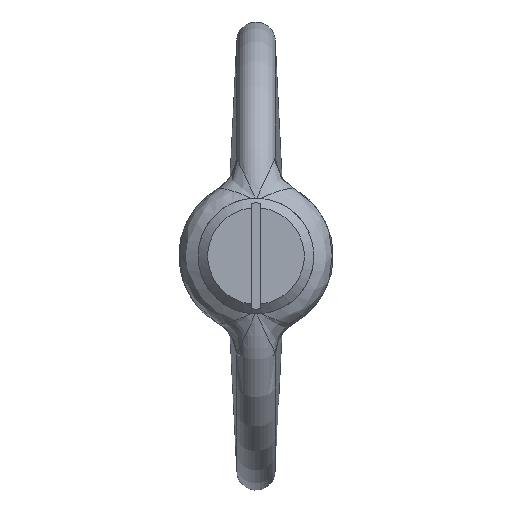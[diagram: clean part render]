
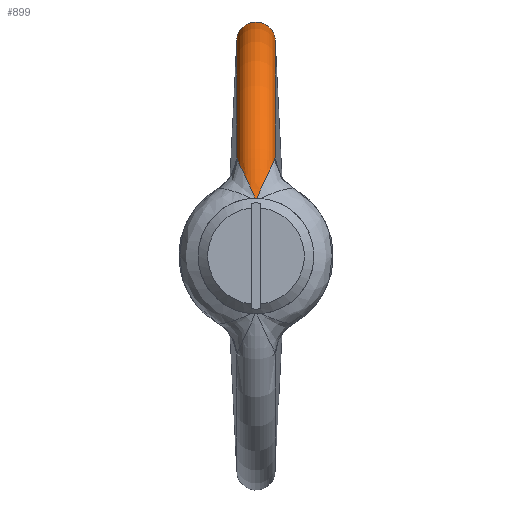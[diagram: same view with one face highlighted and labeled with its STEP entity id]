
A CAD part, front view. The second image highlights one B-rep face of the part: STEP entity #899.
In plain terms, the highlighted toroidal (fillet/blend) face has major radius 22.35 mm and minor radius 2 mm.
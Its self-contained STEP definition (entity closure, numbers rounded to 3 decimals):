
#611=CARTESIAN_POINT('',(-1.998,19.958,10.275));
#612=VERTEX_POINT('',#611);
#758=CARTESIAN_POINT('',(-0.11,23.596,5.999));
#759=VERTEX_POINT('',#758);
#787=CARTESIAN_POINT('',(-1.998,19.958,10.275));
#788=CARTESIAN_POINT('',(-1.992,20.123,10.215));
#789=CARTESIAN_POINT('',(-1.97,20.348,10.12));
#790=CARTESIAN_POINT('',(-1.89,20.798,9.888));
#791=CARTESIAN_POINT('',(-1.756,21.291,9.575));
#792=CARTESIAN_POINT('',(-1.539,21.808,9.132));
#793=CARTESIAN_POINT('',(-1.34,22.183,8.734));
#794=CARTESIAN_POINT('',(-1.205,22.404,8.463));
#795=CARTESIAN_POINT('',(-1.093,22.571,8.234));
#796=CARTESIAN_POINT('',(-0.977,22.732,7.998));
#797=CARTESIAN_POINT('',(-0.771,22.994,7.565));
#798=CARTESIAN_POINT('',(-0.469,23.312,6.9));
#799=CARTESIAN_POINT('',(-0.227,23.511,6.307));
#800=CARTESIAN_POINT('',(-0.11,23.596,5.999));
#801=B_SPLINE_CURVE_WITH_KNOTS('',3,(#787,#788,#789,#790,#791,#792,#793,#794,#795,#796,#797,#798,#799,#800),.UNSPECIFIED.,.F.,.U.,(4,1,1,1,1,1,1,1,1,1,1,4),(-1.116,-1.002,-0.963,-0.811,-0.658,-0.582,-0.505,-0.467,-0.429,-0.353,-0.2,-0.047),.UNSPECIFIED.);
#802=EDGE_CURVE('',#612,#759,#801,.T.);
#807=CARTESIAN_POINT('',(0.,0.0,0.0));
#808=DIRECTION('',(1.0,0.,0.0));
#809=DIRECTION('',(0.0,0.0,-1.0));
#810=AXIS2_PLACEMENT_3D('',#807,#808,#809);
#811=TOROIDAL_SURFACE('',#810,22.35,2.0);
#812=ORIENTED_EDGE('',*,*,#802,.F.);
#813=CARTESIAN_POINT('',(-1.998,-19.958,10.275));
#814=VERTEX_POINT('',#813);
#815=CARTESIAN_POINT('',(-1.998,0.,0.0));
#816=DIRECTION('',(1.0,0.0,0.0));
#817=DIRECTION('',(0.0,1.0,0.0));
#818=AXIS2_PLACEMENT_3D('',#815,#816,#817);
#819=CIRCLE('',#818,22.448);
#820=EDGE_CURVE('',#612,#814,#819,.T.);
#821=ORIENTED_EDGE('',*,*,#820,.T.);
#822=CARTESIAN_POINT('',(-0.11,-23.596,5.999));
#823=VERTEX_POINT('',#822);
#824=CARTESIAN_POINT('',(-0.11,-23.596,5.999));
#825=CARTESIAN_POINT('',(-0.227,-23.511,6.307));
#826=CARTESIAN_POINT('',(-0.469,-23.312,6.9));
#827=CARTESIAN_POINT('',(-0.831,-22.931,7.698));
#828=CARTESIAN_POINT('',(-1.183,-22.458,8.421));
#829=CARTESIAN_POINT('',(-1.418,-22.047,8.889));
#830=CARTESIAN_POINT('',(-1.558,-21.752,9.171));
#831=CARTESIAN_POINT('',(-1.735,-21.346,9.532));
#832=CARTESIAN_POINT('',(-1.921,-20.746,9.942));
#833=CARTESIAN_POINT('',(-1.99,-20.179,10.196));
#834=CARTESIAN_POINT('',(-1.998,-19.958,10.275));
#835=B_SPLINE_CURVE_WITH_KNOTS('',3,(#824,#825,#826,#827,#828,#829,#830,#831,#832,#833,#834),.UNSPECIFIED.,.F.,.U.,(4,1,1,1,1,1,1,1,4),(-1.069,-0.916,-0.764,-0.611,-0.458,-0.42,-0.382,-0.153,0.),.UNSPECIFIED.);
#836=EDGE_CURVE('',#823,#814,#835,.T.);
#837=ORIENTED_EDGE('',*,*,#836,.F.);
#838=CARTESIAN_POINT('',(0.11,-23.596,5.999));
#839=VERTEX_POINT('',#838);
#840=CARTESIAN_POINT('',(-0.11,-23.596,5.999));
#841=CARTESIAN_POINT('',(-0.037,-23.6,6.));
#842=CARTESIAN_POINT('',(0.037,-23.6,6.));
#843=CARTESIAN_POINT('',(0.11,-23.596,5.999));
#844=B_SPLINE_CURVE_WITH_KNOTS('',3,(#840,#841,#842,#843),.UNSPECIFIED.,.F.,.U.,(4,4),(-0.302,-0.28),.UNSPECIFIED.);
#845=EDGE_CURVE('',#823,#839,#844,.T.);
#846=ORIENTED_EDGE('',*,*,#845,.T.);
#847=CARTESIAN_POINT('',(1.998,-19.958,10.275));
#848=VERTEX_POINT('',#847);
#849=CARTESIAN_POINT('',(1.998,-19.958,10.275));
#850=CARTESIAN_POINT('',(1.994,-20.068,10.235));
#851=CARTESIAN_POINT('',(1.976,-20.292,10.145));
#852=CARTESIAN_POINT('',(1.905,-20.743,9.923));
#853=CARTESIAN_POINT('',(1.756,-21.291,9.575));
#854=CARTESIAN_POINT('',(1.55,-21.783,9.154));
#855=CARTESIAN_POINT('',(1.353,-22.16,8.76));
#856=CARTESIAN_POINT('',(1.139,-22.517,8.331));
#857=CARTESIAN_POINT('',(0.889,-22.852,7.818));
#858=CARTESIAN_POINT('',(0.65,-23.121,7.3));
#859=CARTESIAN_POINT('',(0.499,-23.272,6.957));
#860=CARTESIAN_POINT('',(0.317,-23.437,6.529));
#861=CARTESIAN_POINT('',(0.197,-23.533,6.23));
#862=CARTESIAN_POINT('',(0.11,-23.596,5.999));
#863=B_SPLINE_CURVE_WITH_KNOTS('',3,(#849,#850,#851,#852,#853,#854,#855,#856,#857,#858,#859,#860,#861,#862),.UNSPECIFIED.,.F.,.U.,(4,1,1,1,1,1,1,1,1,1,1,4),(-1.116,-1.04,-0.963,-0.811,-0.658,-0.601,-0.505,-0.353,-0.276,-0.2,-0.162,-0.047),.UNSPECIFIED.);
#864=EDGE_CURVE('',#848,#839,#863,.T.);
#865=ORIENTED_EDGE('',*,*,#864,.F.);
#866=CARTESIAN_POINT('',(1.998,19.958,10.275));
#867=VERTEX_POINT('',#866);
#868=CARTESIAN_POINT('',(1.998,0.,0.0));
#869=DIRECTION('',(1.0,0.0,0.0));
#870=DIRECTION('',(0.0,1.0,0.0));
#871=AXIS2_PLACEMENT_3D('',#868,#869,#870);
#872=CIRCLE('',#871,22.448);
#873=EDGE_CURVE('',#867,#848,#872,.T.);
#874=ORIENTED_EDGE('',*,*,#873,.F.);
#875=CARTESIAN_POINT('',(0.11,23.596,5.999));
#876=VERTEX_POINT('',#875);
#877=CARTESIAN_POINT('',(0.11,23.596,5.999));
#878=CARTESIAN_POINT('',(0.227,23.511,6.307));
#879=CARTESIAN_POINT('',(0.469,23.312,6.9));
#880=CARTESIAN_POINT('',(0.831,22.931,7.698));
#881=CARTESIAN_POINT('',(1.183,22.458,8.421));
#882=CARTESIAN_POINT('',(1.497,21.91,9.045));
#883=CARTESIAN_POINT('',(1.756,21.292,9.575));
#884=CARTESIAN_POINT('',(1.935,20.633,9.993));
#885=CARTESIAN_POINT('',(1.99,20.179,10.196));
#886=CARTESIAN_POINT('',(1.998,19.958,10.275));
#887=B_SPLINE_CURVE_WITH_KNOTS('',3,(#877,#878,#879,#880,#881,#882,#883,#884,#885,#886),.UNSPECIFIED.,.F.,.U.,(4,1,1,1,1,1,1,4),(-1.069,-0.916,-0.764,-0.611,-0.458,-0.305,-0.153,0.0),.UNSPECIFIED.);
#888=EDGE_CURVE('',#876,#867,#887,.T.);
#889=ORIENTED_EDGE('',*,*,#888,.F.);
#890=CARTESIAN_POINT('',(0.11,23.596,5.999));
#891=CARTESIAN_POINT('',(0.037,23.6,6.));
#892=CARTESIAN_POINT('',(-0.037,23.6,6.));
#893=CARTESIAN_POINT('',(-0.11,23.596,5.999));
#894=B_SPLINE_CURVE_WITH_KNOTS('',3,(#890,#891,#892,#893),.UNSPECIFIED.,.F.,.U.,(4,4),(-0.302,-0.28),.UNSPECIFIED.);
#895=EDGE_CURVE('',#876,#759,#894,.T.);
#896=ORIENTED_EDGE('',*,*,#895,.T.);
#897=EDGE_LOOP('',(#812,#821,#837,#846,#865,#874,#889,#896));
#898=FACE_OUTER_BOUND('',#897,.T.);
#899=ADVANCED_FACE('',(#898),#811,.T.);
